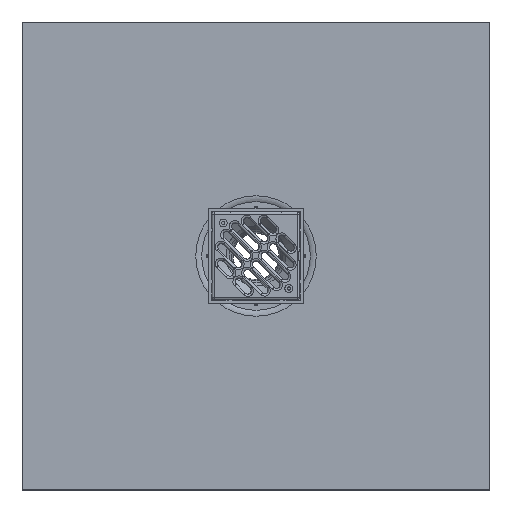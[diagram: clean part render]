
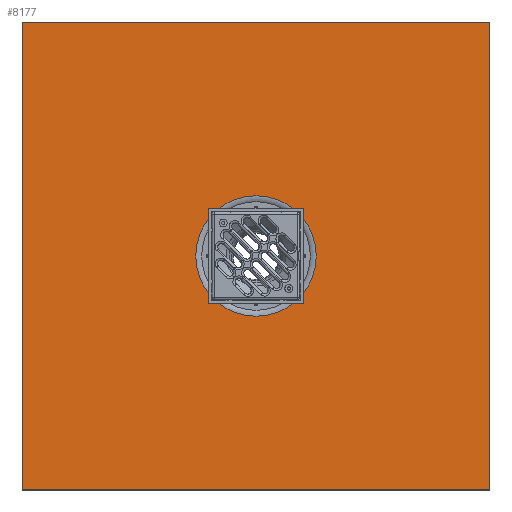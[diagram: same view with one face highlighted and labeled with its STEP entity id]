
A CAD part, top view. The second image highlights one B-rep face of the part: STEP entity #8177.
In plain terms, the highlighted planar face has unit normal (0, 0, 1).
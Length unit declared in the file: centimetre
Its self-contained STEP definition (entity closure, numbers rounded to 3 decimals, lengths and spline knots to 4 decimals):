
#144=FACE_BOUND('',#2367,.T.);
#230=PLANE('',#8937);
#501=LINE('',#13983,#1038);
#505=LINE('',#13990,#1042);
#508=LINE('',#13996,#1045);
#509=LINE('',#13998,#1046);
#1038=VECTOR('',#10536,1.);
#1042=VECTOR('',#10542,1.);
#1045=VECTOR('',#10547,1.);
#1046=VECTOR('',#10550,1.);
#1823=FACE_OUTER_BOUND('',#2366,.T.);
#2366=EDGE_LOOP('',(#6161,#6162,#6163,#6164));
#2367=EDGE_LOOP('',(#6165));
#3030=CIRCLE('',#8907,64.3137);
#3667=VERTEX_POINT('',#13934);
#3682=VERTEX_POINT('',#13980);
#3683=VERTEX_POINT('',#13982);
#3685=VERTEX_POINT('',#13988);
#3687=VERTEX_POINT('',#13994);
#4556=EDGE_CURVE('',#3667,#3667,#3030,.T.);
#4579=EDGE_CURVE('',#3682,#3683,#501,.T.);
#4583=EDGE_CURVE('',#3685,#3682,#505,.T.);
#4586=EDGE_CURVE('',#3687,#3685,#508,.T.);
#4587=EDGE_CURVE('',#3683,#3687,#509,.T.);
#6161=ORIENTED_EDGE('',*,*,#4579,.F.);
#6162=ORIENTED_EDGE('',*,*,#4583,.F.);
#6163=ORIENTED_EDGE('',*,*,#4586,.F.);
#6164=ORIENTED_EDGE('',*,*,#4587,.F.);
#6165=ORIENTED_EDGE('',*,*,#4556,.T.);
#8177=ADVANCED_FACE('',(#1823,#144),#230,.F.);
#8907=AXIS2_PLACEMENT_3D('',#13935,#10476,#10477);
#8937=AXIS2_PLACEMENT_3D('',#13997,#10548,#10549);
#10476=DIRECTION('center_axis',(0.,0.,-1.));
#10477=DIRECTION('ref_axis',(1.,0.,0.));
#10536=DIRECTION('',(0.,-1.,0.));
#10542=DIRECTION('',(1.,0.,0.));
#10547=DIRECTION('',(0.,1.,0.));
#10548=DIRECTION('center_axis',(0.,0.,-1.));
#10549=DIRECTION('ref_axis',(-1.,0.,0.));
#10550=DIRECTION('',(-1.,0.,0.));
#13934=CARTESIAN_POINT('',(1008.9395,184.3313,128.));
#13935=CARTESIAN_POINT('Origin',(1008.9395,248.645,128.));
#13980=CARTESIAN_POINT('',(1258.9395,498.645,128.));
#13982=CARTESIAN_POINT('',(1258.9395,-1.355,128.));
#13983=CARTESIAN_POINT('',(1258.9395,248.645,128.));
#13988=CARTESIAN_POINT('',(758.9395,498.645,128.));
#13990=CARTESIAN_POINT('',(1008.9395,498.645,128.));
#13994=CARTESIAN_POINT('',(758.9395,-1.355,128.));
#13996=CARTESIAN_POINT('',(758.9395,248.645,128.));
#13997=CARTESIAN_POINT('Origin',(1008.9395,248.645,128.));
#13998=CARTESIAN_POINT('',(1008.9395,-1.355,128.));
